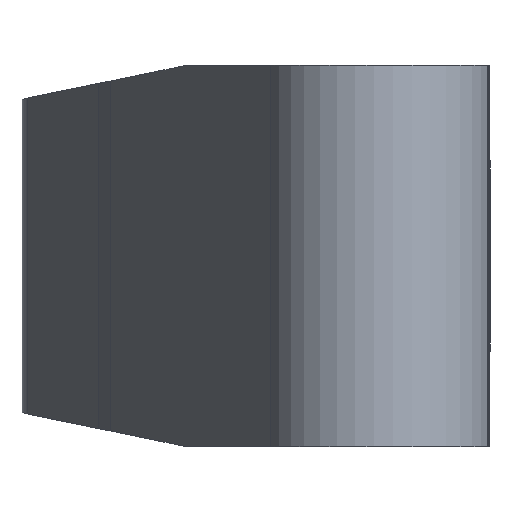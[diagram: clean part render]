
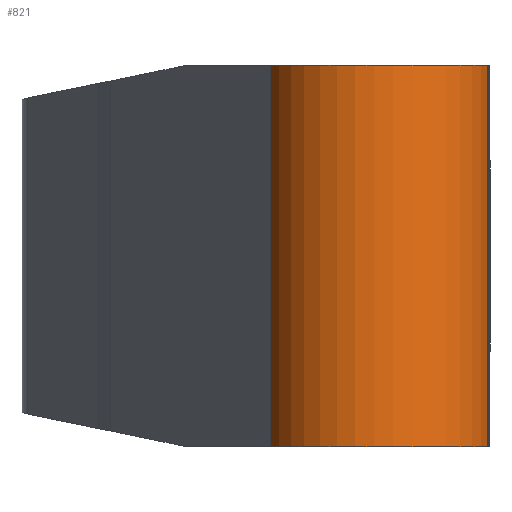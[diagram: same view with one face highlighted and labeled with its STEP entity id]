
A CAD part, left-side view. The second image highlights one B-rep face of the part: STEP entity #821.
In plain terms, the highlighted cylindrical face has radius 0.75 mm (diameter 1.5 mm), a partial arc.
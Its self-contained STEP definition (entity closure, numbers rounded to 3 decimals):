
#47=CIRCLE('',#912,0.75);
#48=CIRCLE('',#913,0.75);
#68=CYLINDRICAL_SURFACE('',#911,0.75);
#95=FACE_OUTER_BOUND('',#139,.T.);
#139=EDGE_LOOP('',(#651,#652,#653,#654));
#202=LINE('',#1320,#290);
#207=LINE('',#1332,#295);
#290=VECTOR('',#1074,2.5);
#295=VECTOR('',#1083,2.5);
#378=VERTEX_POINT('',#1317);
#379=VERTEX_POINT('',#1319);
#383=VERTEX_POINT('',#1329);
#384=VERTEX_POINT('',#1331);
#474=EDGE_CURVE('',#378,#379,#202,.T.);
#479=EDGE_CURVE('',#378,#383,#47,.T.);
#480=EDGE_CURVE('',#383,#384,#207,.T.);
#481=EDGE_CURVE('',#379,#384,#48,.T.);
#651=ORIENTED_EDGE('',*,*,#479,.T.);
#652=ORIENTED_EDGE('',*,*,#480,.T.);
#653=ORIENTED_EDGE('',*,*,#481,.F.);
#654=ORIENTED_EDGE('',*,*,#474,.F.);
#821=ADVANCED_FACE('',(#95),#68,.T.);
#911=AXIS2_PLACEMENT_3D('',#1328,#1079,#1080);
#912=AXIS2_PLACEMENT_3D('',#1330,#1081,#1082);
#913=AXIS2_PLACEMENT_3D('',#1333,#1084,#1085);
#1074=DIRECTION('',(0.,0.,1.));
#1079=DIRECTION('center_axis',(0.,0.,1.));
#1080=DIRECTION('ref_axis',(-0.949,-0.316,0.));
#1081=DIRECTION('center_axis',(0.,0.,1.));
#1082=DIRECTION('ref_axis',(-0.6,0.8,0.));
#1083=DIRECTION('',(0.,0.,1.));
#1084=DIRECTION('center_axis',(0.,0.,1.));
#1085=DIRECTION('ref_axis',(-0.6,0.8,0.));
#1317=CARTESIAN_POINT('',(-5.7,1.35,0.));
#1319=CARTESIAN_POINT('',(-5.7,1.35,2.5));
#1320=CARTESIAN_POINT('',(-5.7,1.35,0.));
#1328=CARTESIAN_POINT('Origin',(-5.25,0.75,0.));
#1329=CARTESIAN_POINT('',(-5.25,0.,0.));
#1330=CARTESIAN_POINT('Origin',(-5.25,0.75,0.));
#1331=CARTESIAN_POINT('',(-5.25,0.,2.5));
#1332=CARTESIAN_POINT('',(-5.25,0.,0.));
#1333=CARTESIAN_POINT('Origin',(-5.25,0.75,2.5));
